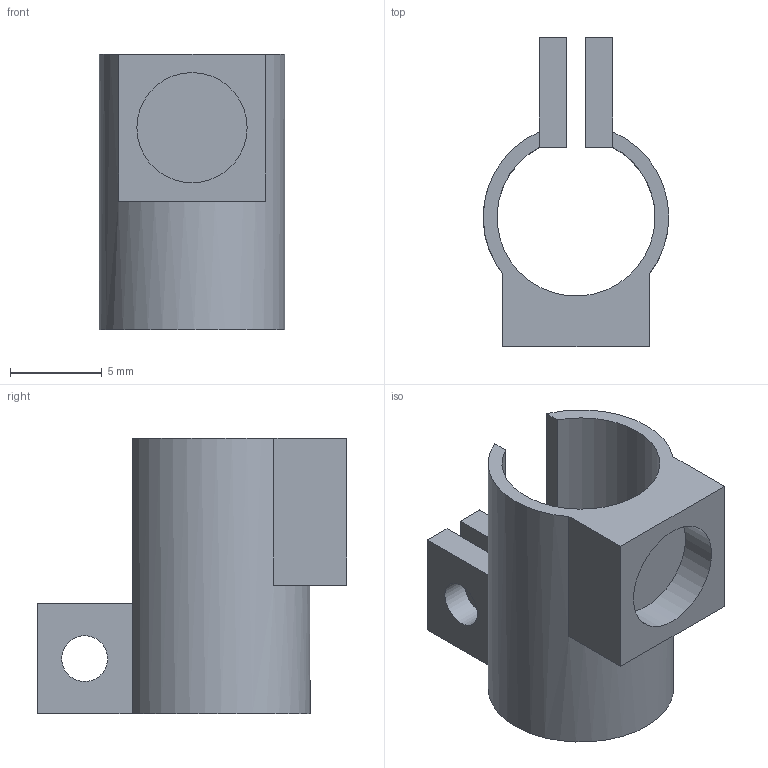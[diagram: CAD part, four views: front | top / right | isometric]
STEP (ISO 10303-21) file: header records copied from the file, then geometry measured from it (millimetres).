
FILE_DESCRIPTION(('FreeCAD Model'),'2;1');
FILE_NAME('Open CASCADE Shape Model','2025-11-22T20:20:12',(''),(''), 'Open CASCADE STEP processor 7.8','FreeCAD','Unknown');
FILE_SCHEMA(('AUTOMOTIVE_DESIGN { 1 0 10303 214 1 1 1 1 }'));
Length unit declared in the file: millimetre
Products named in the file (2): magnet_mount; Body
Assembly tree (1 placements, depth 2):
  magnet_mount
    Body
Bounding box: 10.1 x 16.86 x 15 mm (x, y, z)
Volume: 479.6 mm3; surface area: 1148 mm2
Topology: 1 solids, 1 shells, 24 faces, 63 edges, 42 vertices
Faces by surface type: plane 19, cylinder 5
Full cylindrical faces by diameter (mm): 2.5 x1, 3.5 x1, 6 x1
Entity records: 1634 total; most frequent: CARTESIAN_POINT 305, DIRECTION 249, LINE 157, VECTOR 157, ORIENTED_EDGE 126, PCURVE 126, DEFINITIONAL_REPRESENTATION 126, EDGE_CURVE 63
